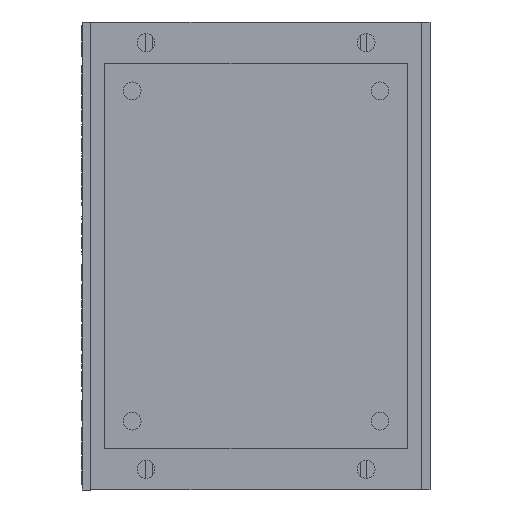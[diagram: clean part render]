
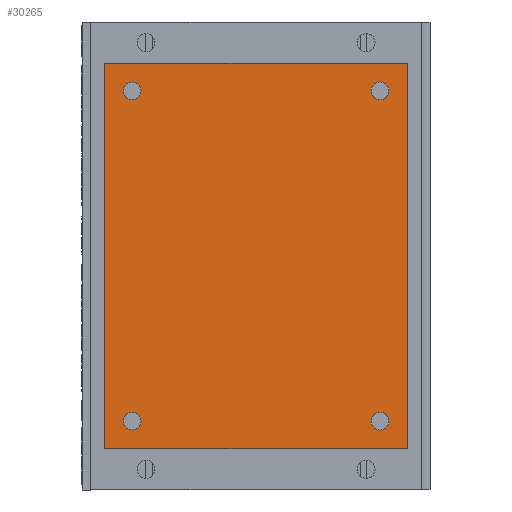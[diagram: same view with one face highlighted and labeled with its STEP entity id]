
A CAD part, front view. The second image highlights one B-rep face of the part: STEP entity #30265.
In plain terms, the highlighted face is planar.
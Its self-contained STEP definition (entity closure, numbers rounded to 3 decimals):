
#4588=VECTOR('',#36438,1.);
#4592=VECTOR('',#36443,1.);
#4595=VECTOR('',#36447,1.);
#4598=VECTOR('',#36451,1.);
#6543=LINE('',#49062,#4588);
#6547=LINE('',#49071,#4592);
#6550=LINE('',#49077,#4595);
#6553=LINE('',#49083,#4598);
#7748=PLANE('',#32375);
#9930=VERTEX_POINT('',#49029);
#9932=VERTEX_POINT('',#49035);
#9934=VERTEX_POINT('',#49041);
#9936=VERTEX_POINT('',#49047);
#9941=VERTEX_POINT('',#49063);
#9942=VERTEX_POINT('',#49064);
#9945=VERTEX_POINT('',#49072);
#9947=VERTEX_POINT('',#49078);
#11615=CIRCLE('',#32349,1.621);
#11617=CIRCLE('',#32353,1.621);
#11619=CIRCLE('',#32357,1.621);
#11621=CIRCLE('',#32361,1.621);
#14608=EDGE_CURVE('',#9930,#9930,#11615,.T.);
#14610=EDGE_CURVE('',#9932,#9932,#11617,.T.);
#14612=EDGE_CURVE('',#9934,#9934,#11619,.T.);
#14614=EDGE_CURVE('',#9936,#9936,#11621,.T.);
#14619=EDGE_CURVE('',#9941,#9942,#6543,.T.);
#14623=EDGE_CURVE('',#9942,#9945,#6547,.T.);
#14626=EDGE_CURVE('',#9945,#9947,#6550,.T.);
#14629=EDGE_CURVE('',#9947,#9941,#6553,.T.);
#21959=ORIENTED_EDGE('',*,*,#14608,.T.);
#21960=ORIENTED_EDGE('',*,*,#14610,.T.);
#21961=ORIENTED_EDGE('',*,*,#14612,.T.);
#21962=ORIENTED_EDGE('',*,*,#14614,.T.);
#21963=ORIENTED_EDGE('',*,*,#14619,.F.);
#21964=ORIENTED_EDGE('',*,*,#14629,.F.);
#21965=ORIENTED_EDGE('',*,*,#14626,.F.);
#21966=ORIENTED_EDGE('',*,*,#14623,.F.);
#26312=EDGE_LOOP('',(#21959));
#26313=EDGE_LOOP('',(#21960));
#26314=EDGE_LOOP('',(#21961));
#26315=EDGE_LOOP('',(#21962));
#26316=EDGE_LOOP('',(#21963,#21964,#21965,#21966));
#28384=FACE_BOUND('',#26312,.T.);
#28385=FACE_BOUND('',#26313,.T.);
#28386=FACE_BOUND('',#26314,.T.);
#28387=FACE_BOUND('',#26315,.T.);
#28388=FACE_BOUND('',#26316,.T.);
#30265=ADVANCED_FACE('',(#28384,#28385,#28386,#28387,#28388),#7748,.T.);
#32349=AXIS2_PLACEMENT_3D('',#49028,#36399,#36400);
#32353=AXIS2_PLACEMENT_3D('',#49034,#36406,#36407);
#32357=AXIS2_PLACEMENT_3D('',#49040,#36413,#36414);
#32361=AXIS2_PLACEMENT_3D('',#49046,#36420,#36421);
#32375=AXIS2_PLACEMENT_3D('',#49085,#36453,$);
#36399=DIRECTION('',(0.,0.,-1.));
#36400=DIRECTION('',(0.,1.621,0.));
#36406=DIRECTION('',(0.,0.,-1.));
#36407=DIRECTION('',(0.,1.621,0.));
#36413=DIRECTION('',(0.,0.,-1.));
#36414=DIRECTION('',(0.,1.621,0.));
#36420=DIRECTION('',(0.,0.,-1.));
#36421=DIRECTION('',(0.,1.621,0.));
#36438=DIRECTION('',(1.,0.,0.));
#36443=DIRECTION('',(0.,-1.,0.));
#36447=DIRECTION('',(-1.,0.,0.));
#36451=DIRECTION('',(0.,1.,0.));
#36453=DIRECTION('',(0.,0.,1.));
#49028=CARTESIAN_POINT('',(-22.5,-30.,9.));
#49029=CARTESIAN_POINT('',(-22.5,-28.379,9.));
#49034=CARTESIAN_POINT('',(22.5,-30.,9.));
#49035=CARTESIAN_POINT('',(22.5,-28.379,9.));
#49040=CARTESIAN_POINT('',(22.5,30.,9.));
#49041=CARTESIAN_POINT('',(22.5,31.621,9.));
#49046=CARTESIAN_POINT('',(-22.5,30.,9.));
#49047=CARTESIAN_POINT('',(-22.5,31.621,9.));
#49062=CARTESIAN_POINT('',(27.5,35.,9.));
#49063=CARTESIAN_POINT('',(-27.5,35.,9.));
#49064=CARTESIAN_POINT('',(27.5,35.,9.));
#49071=CARTESIAN_POINT('',(27.5,-35.,9.));
#49072=CARTESIAN_POINT('',(27.5,-35.,9.));
#49077=CARTESIAN_POINT('',(-27.5,-35.,9.));
#49078=CARTESIAN_POINT('',(-27.5,-35.,9.));
#49083=CARTESIAN_POINT('',(-27.5,35.,9.));
#49085=CARTESIAN_POINT('',(0.,0.,9.));
